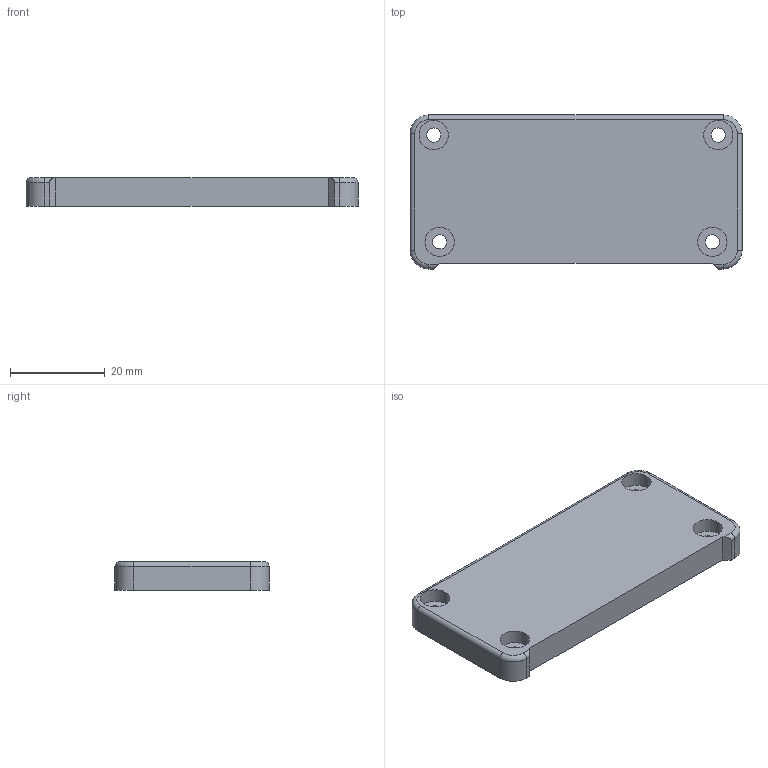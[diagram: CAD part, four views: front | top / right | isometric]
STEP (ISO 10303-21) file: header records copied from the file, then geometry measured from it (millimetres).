
FILE_DESCRIPTION(('STEP AP214'), '1');
FILE_NAME('cover1', '', ('UNSPECIFIED'), ('UNSPECIFIED'), 'ASCON STEP Converter 1.6', 'ASCON Math Kernel', '');
FILE_SCHEMA(('AUTOMOTIVE_DESIGN { 1 0 10303 214 3 1 1}'));
Length unit declared in the file: millimetre
Bounding box: 70 x 32.5 x 6 mm (x, y, z)
Volume: 12650.4 mm3; surface area: 5800.8 mm2
Topology: 1 solids, 1 shells, 35 faces, 79 edges, 50 vertices
Faces by surface type: cylinder 17, plane 14, torus 4
Full cylindrical faces by diameter (mm): 3 x4, 6.2 x4
Entity records: 1327 total; most frequent: DIRECTION 185, CARTESIAN_POINT 167, ORIENTED_EDGE 142, AXIS2_PLACEMENT_3D 76, EDGE_CURVE 71, EDGE_LOOP 55, VERTEX_POINT 50, FACE_BOUND 39
